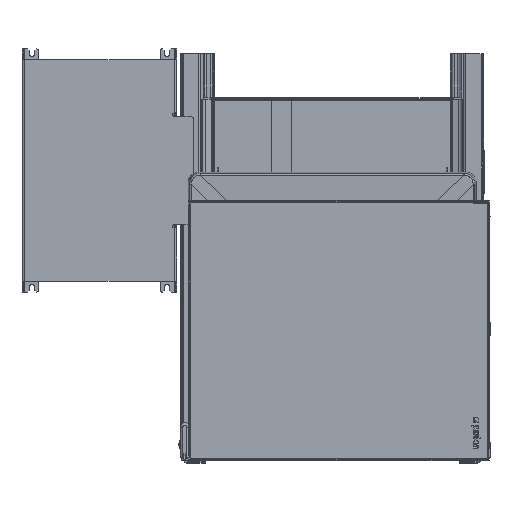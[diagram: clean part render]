
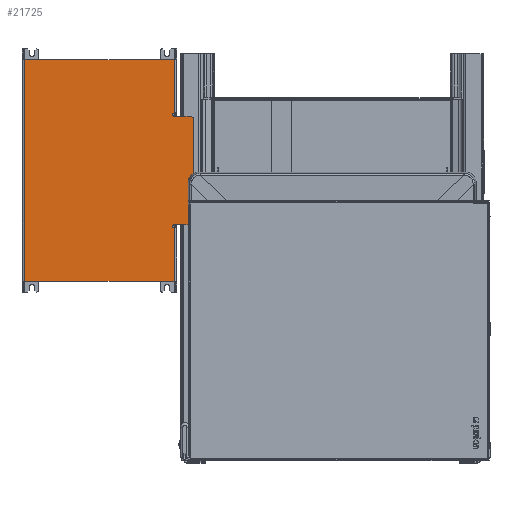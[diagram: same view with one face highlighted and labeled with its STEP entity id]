
A CAD part, top view. The second image highlights one B-rep face of the part: STEP entity #21725.
In plain terms, the highlighted planar face has unit normal (0, 0, 1).
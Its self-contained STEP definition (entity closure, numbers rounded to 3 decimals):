
#659=PLANE('',#23001);
#1366=FACE_OUTER_BOUND('',#2516,.T.);
#2516=EDGE_LOOP('',(#14391,#14392,#14393,#14394,#14395,#14396,#14397,#14398,
#14399,#14400,#14401,#14402));
#3780=LINE('',#30931,#5857);
#3897=LINE('',#31214,#5974);
#3899=LINE('',#31226,#5976);
#3909=LINE('',#31258,#5986);
#3912=LINE('',#31266,#5989);
#3913=LINE('',#31269,#5990);
#3918=LINE('',#31285,#5995);
#3919=LINE('',#31286,#5996);
#5857=VECTOR('',#25022,10.);
#5974=VECTOR('',#25305,10.);
#5976=VECTOR('',#25321,10.);
#5986=VECTOR('',#25353,10.);
#5989=VECTOR('',#25362,10.);
#5990=VECTOR('',#25365,10.);
#5995=VECTOR('',#25390,10.);
#5996=VECTOR('',#25391,10.);
#7896=CIRCLE('',#22986,4.);
#7897=CIRCLE('',#22989,4.);
#7899=CIRCLE('',#22996,2.);
#7901=CIRCLE('',#23000,2.);
#8676=VERTEX_POINT('',#30928);
#8677=VERTEX_POINT('',#30930);
#8759=VERTEX_POINT('',#31211);
#8760=VERTEX_POINT('',#31213);
#8763=VERTEX_POINT('',#31224);
#8772=VERTEX_POINT('',#31250);
#8773=VERTEX_POINT('',#31252);
#8774=VERTEX_POINT('',#31256);
#8775=VERTEX_POINT('',#31260);
#8776=VERTEX_POINT('',#31264);
#8777=VERTEX_POINT('',#31268);
#8778=VERTEX_POINT('',#31279);
#10767=EDGE_CURVE('',#8677,#8676,#3780,.T.);
#10908=EDGE_CURVE('',#8760,#8759,#3897,.T.);
#10914=EDGE_CURVE('',#8759,#8763,#3899,.T.);
#10927=EDGE_CURVE('',#8773,#8772,#7896,.T.);
#10930=EDGE_CURVE('',#8772,#8774,#3909,.T.);
#10932=EDGE_CURVE('',#8774,#8775,#7897,.T.);
#10934=EDGE_CURVE('',#8775,#8776,#3912,.T.);
#10935=EDGE_CURVE('',#8777,#8773,#3913,.T.);
#10940=EDGE_CURVE('',#8763,#8777,#7899,.T.);
#10943=EDGE_CURVE('',#8776,#8778,#7901,.T.);
#10944=EDGE_CURVE('',#8778,#8677,#3918,.T.);
#10945=EDGE_CURVE('',#8760,#8676,#3919,.T.);
#14391=ORIENTED_EDGE('',*,*,#10908,.T.);
#14392=ORIENTED_EDGE('',*,*,#10914,.T.);
#14393=ORIENTED_EDGE('',*,*,#10940,.T.);
#14394=ORIENTED_EDGE('',*,*,#10935,.T.);
#14395=ORIENTED_EDGE('',*,*,#10927,.T.);
#14396=ORIENTED_EDGE('',*,*,#10930,.T.);
#14397=ORIENTED_EDGE('',*,*,#10932,.T.);
#14398=ORIENTED_EDGE('',*,*,#10934,.T.);
#14399=ORIENTED_EDGE('',*,*,#10943,.T.);
#14400=ORIENTED_EDGE('',*,*,#10944,.T.);
#14401=ORIENTED_EDGE('',*,*,#10767,.T.);
#14402=ORIENTED_EDGE('',*,*,#10945,.F.);
#21725=ADVANCED_FACE('',(#1366),#659,.F.);
#22986=AXIS2_PLACEMENT_3D('',#31253,#25347,#25348);
#22989=AXIS2_PLACEMENT_3D('',#31262,#25357,#25358);
#22996=AXIS2_PLACEMENT_3D('',#31277,#25377,#25378);
#23000=AXIS2_PLACEMENT_3D('',#31283,#25386,#25387);
#23001=AXIS2_PLACEMENT_3D('',#31284,#25388,#25389);
#25022=DIRECTION('',(-1.,0.,0.));
#25305=DIRECTION('',(1.,0.,0.));
#25321=DIRECTION('',(0.,1.,0.));
#25347=DIRECTION('center_axis',(0.,0.,
1.));
#25348=DIRECTION('ref_axis',(0.,-1.,0.));
#25353=DIRECTION('',(0.,1.,0.));
#25357=DIRECTION('center_axis',(0.,0.,
1.));
#25358=DIRECTION('ref_axis',(1.,0.,0.));
#25362=DIRECTION('',(-1.,0.,0.));
#25365=DIRECTION('',(1.,0.,0.));
#25377=DIRECTION('center_axis',(0.,0.,
-1.));
#25378=DIRECTION('ref_axis',(0.,1.,0.));
#25386=DIRECTION('center_axis',(0.,0.,
-1.));
#25387=DIRECTION('ref_axis',(0.,1.,0.));
#25388=DIRECTION('center_axis',(0.,0.,
-1.));
#25389=DIRECTION('ref_axis',(0.,1.,0.));
#25390=DIRECTION('',(0.,1.,0.));
#25391=DIRECTION('',(0.,1.,0.));
#30928=CARTESIAN_POINT('',(-280.5,483.05,78.));
#30930=CARTESIAN_POINT('',(-100.5,483.05,78.));
#30931=CARTESIAN_POINT('',(-144.,483.05,78.));
#31211=CARTESIAN_POINT('',(-100.5,217.05,78.));
#31213=CARTESIAN_POINT('',(-280.5,217.05,78.));
#31214=CARTESIAN_POINT('',(-144.,217.05,78.));
#31224=CARTESIAN_POINT('',(-100.5,281.05,78.));
#31226=CARTESIAN_POINT('',(-100.5,350.05,78.));
#31250=CARTESIAN_POINT('',(-77.5,289.05,78.));
#31252=CARTESIAN_POINT('',(-81.5,285.05,78.));
#31253=CARTESIAN_POINT('Origin',(-81.5,289.05,78.));
#31256=CARTESIAN_POINT('',(-77.5,411.05,78.));
#31258=CARTESIAN_POINT('',(-77.5,289.05,78.));
#31260=CARTESIAN_POINT('',(-81.5,415.05,78.));
#31262=CARTESIAN_POINT('Origin',(-81.5,411.05,78.));
#31264=CARTESIAN_POINT('',(-100.5,415.05,78.));
#31266=CARTESIAN_POINT('',(-81.5,415.05,78.));
#31268=CARTESIAN_POINT('',(-100.5,285.05,78.));
#31269=CARTESIAN_POINT('',(-100.5,285.05,78.));
#31277=CARTESIAN_POINT('Origin',(-100.5,283.05,78.));
#31279=CARTESIAN_POINT('',(-100.5,419.05,78.));
#31283=CARTESIAN_POINT('Origin',(-100.5,417.05,78.));
#31284=CARTESIAN_POINT('Origin',(-190.5,350.05,78.));
#31285=CARTESIAN_POINT('',(-100.5,350.05,78.));
#31286=CARTESIAN_POINT('',(-280.5,350.05,78.));
